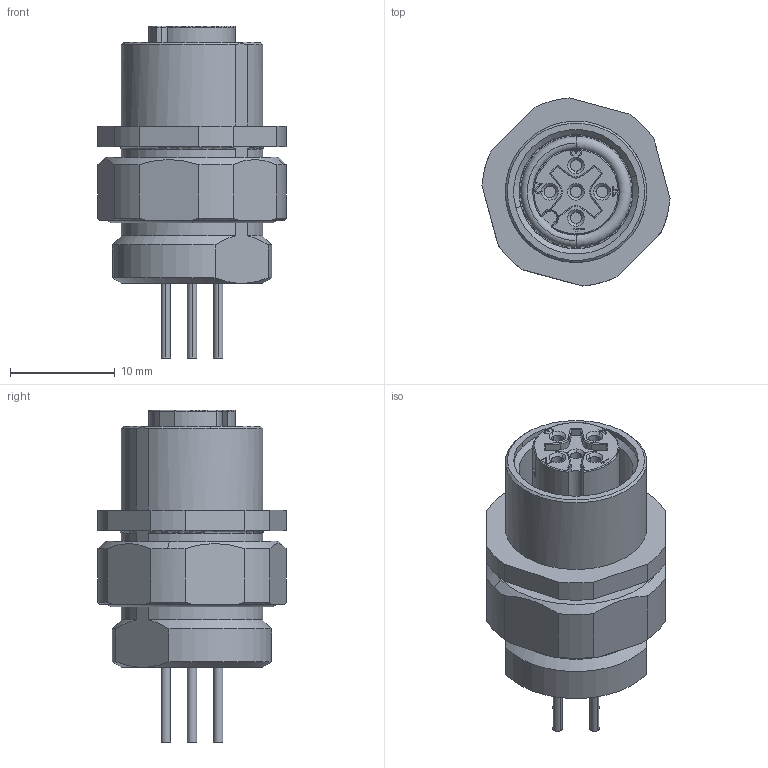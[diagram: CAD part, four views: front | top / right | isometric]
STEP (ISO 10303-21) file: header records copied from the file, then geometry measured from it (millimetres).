
FILE_DESCRIPTION((''),'2;1');
FILE_NAME('1693791_ASM','2013-08-15T',('bthumm'),(''),'PRO/ENGINEER BY PARAMETRIC TECHNOLOGY CORPORATION, 2012480','PRO/ENGINEER BY PARAMETRIC TECHNOLOGY CORPORATION, 2012480','');
FILE_SCHEMA(('AUTOMOTIVE_DESIGN { 1 0 10303 214 1 1 1 1 }'));
Length unit declared in the file: millimetre
Products named in the file (3): 1693791; 415300; 1693791_ASM
Assembly tree (2 placements, depth 2):
  1693791_ASM
    1693791
    415300
Bounding box: 17.95 x 17.95 x 31.7 mm (x, y, z)
Volume: 4032.3 mm3; surface area: 3302.8 mm2
Topology: 2 solids, 2 shells, 287 faces, 768 edges, 502 vertices
Faces by surface type: plane 163, cylinder 73, cone 34, torus 17
Entity records: 10025 total; most frequent: CARTESIAN_POINT 2037, ORIENTED_EDGE 1536, DIRECTION 1492, EDGE_CURVE 768, VECTOR 508, LINE 508, VERTEX_POINT 502, AXIS2_PLACEMENT_3D 492
